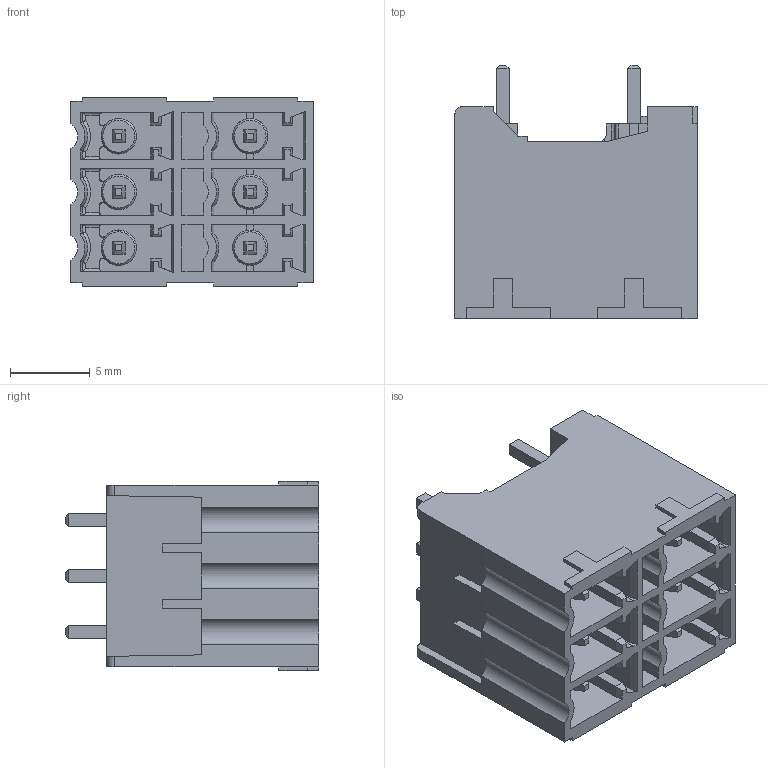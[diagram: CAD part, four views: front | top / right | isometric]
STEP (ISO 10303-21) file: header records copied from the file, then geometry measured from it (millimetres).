
FILE_DESCRIPTION((''),'2;1');
FILE_NAME('1','2024-09-10T14:00:57',('sheji109'),(''),'CREO PARAMETRIC BY PTC INC, 2018100','CREO PARAMETRIC BY PTC INC, 2018100','');
FILE_SCHEMA(('CONFIG_CONTROL_DESIGN'));
Length unit declared in the file: millimetre
Products named in the file (1): 1
Bounding box: 15.2 x 15.9 x 11.9 mm (x, y, z)
Volume: 1390 mm3; surface area: 2345 mm2
Topology: 1 solids, 1 shells, 639 faces, 1745 edges, 1129 vertices
Faces by surface type: plane 517, cylinder 68, cone 45, bspline 6, torus 3
Entity records: 20330 total; most frequent: CARTESIAN_POINT 4284, ORIENTED_EDGE 3490, DIRECTION 3046, EDGE_CURVE 1745, VECTOR 1460, LINE 1460, VERTEX_POINT 1129, AXIS2_PLACEMENT_3D 793
